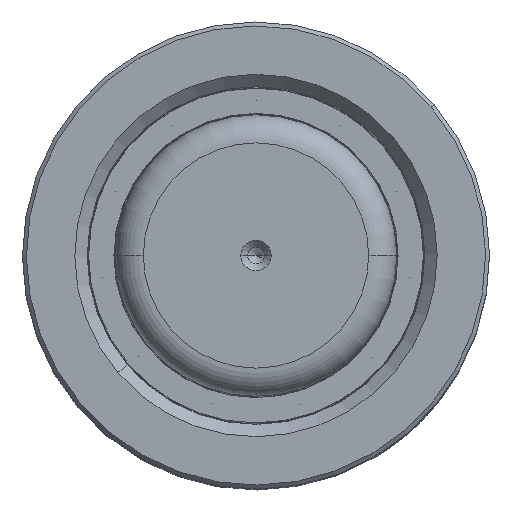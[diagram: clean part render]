
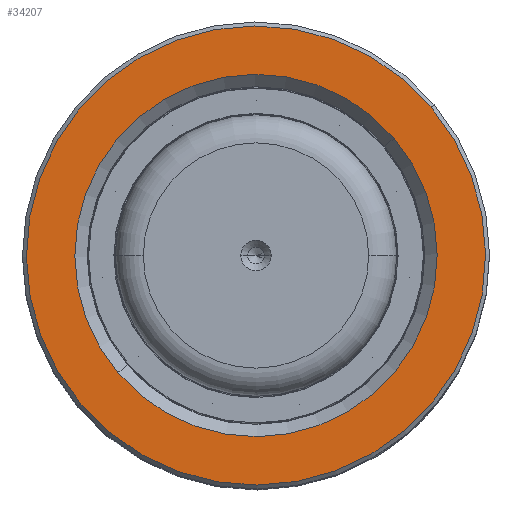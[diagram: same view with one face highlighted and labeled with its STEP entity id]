
A CAD part, top view. The second image highlights one B-rep face of the part: STEP entity #34207.
In plain terms, the highlighted planar face has unit normal (0, 0, 1).
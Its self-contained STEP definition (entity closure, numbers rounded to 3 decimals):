
#199 = DIRECTION ( 'NONE',  ( 1., 0., 0. ) ) ;
#963 = DIRECTION ( 'NONE',  ( 1., 0., 0. ) ) ;
#3559 = DIRECTION ( 'NONE',  ( 0., 0., 1. ) ) ;
#4211 = CIRCLE ( 'NONE', #33870, 32.2 ) ;
#5168 = PLANE ( 'NONE',  #14734 ) ;
#6310 = EDGE_LOOP ( 'NONE', ( #18829, #16491 ) ) ;
#6410 = CARTESIAN_POINT ( 'NONE',  ( 0., 0., 100. ) ) ;
#7393 = DIRECTION ( 'NONE',  ( 1., 0., 0. ) ) ;
#9037 = CARTESIAN_POINT ( 'NONE',  ( 0., 0., 100. ) ) ;
#11115 = CARTESIAN_POINT ( 'NONE',  ( -40.8, 0., 100. ) ) ;
#11242 = CARTESIAN_POINT ( 'NONE',  ( 0., 0., 100. ) ) ;
#12183 = VERTEX_POINT ( 'NONE', #12697 ) ;
#12697 = CARTESIAN_POINT ( 'NONE',  ( -32.2, 0., 100. ) ) ;
#13158 = FACE_OUTER_BOUND ( 'NONE', #27336, .T. ) ;
#14734 = AXIS2_PLACEMENT_3D ( 'NONE', #9037, #16720, #24521 ) ;
#16491 = ORIENTED_EDGE ( 'NONE', *, *, #21148, .T. ) ;
#16720 = DIRECTION ( 'NONE',  ( 0., 0., 1. ) ) ;
#17383 = AXIS2_PLACEMENT_3D ( 'NONE', #39056, #38901, #963 ) ;
#18829 = ORIENTED_EDGE ( 'NONE', *, *, #34035, .T. ) ;
#19280 = AXIS2_PLACEMENT_3D ( 'NONE', #6410, #37205, #41199 ) ;
#21148 = EDGE_CURVE ( 'NONE', #12183, #49319, #26719, .T. ) ;
#22395 = DIRECTION ( 'NONE',  ( 0., 0., -1. ) ) ;
#23815 = AXIS2_PLACEMENT_3D ( 'NONE', #26436, #3559, #7393 ) ;
#24521 = DIRECTION ( 'NONE',  ( 1., 0., 0. ) ) ;
#26436 = CARTESIAN_POINT ( 'NONE',  ( 0., 0., 100. ) ) ;
#26719 = CIRCLE ( 'NONE', #19280, 32.2 ) ;
#27029 = VERTEX_POINT ( 'NONE', #11115 ) ;
#27336 = EDGE_LOOP ( 'NONE', ( #33755, #43834 ) ) ;
#32943 = CARTESIAN_POINT ( 'NONE',  ( 40.8, 0., 100. ) ) ;
#33755 = ORIENTED_EDGE ( 'NONE', *, *, #38792, .T. ) ;
#33870 = AXIS2_PLACEMENT_3D ( 'NONE', #11242, #22395, #199 ) ;
#34035 = EDGE_CURVE ( 'NONE', #49319, #12183, #4211, .T. ) ;
#34207 = ADVANCED_FACE ( 'NONE', ( #13158, #37734 ), #5168, .T. ) ;
#35732 = CIRCLE ( 'NONE', #17383, 40.8 ) ;
#37205 = DIRECTION ( 'NONE',  ( 0., 0., -1. ) ) ;
#37734 = FACE_BOUND ( 'NONE', #6310, .T. ) ;
#38070 = CIRCLE ( 'NONE', #23815, 40.8 ) ;
#38792 = EDGE_CURVE ( 'NONE', #27029, #38919, #35732, .T. ) ;
#38901 = DIRECTION ( 'NONE',  ( 0., 0., 1. ) ) ;
#38919 = VERTEX_POINT ( 'NONE', #32943 ) ;
#39056 = CARTESIAN_POINT ( 'NONE',  ( 0., 0., 100. ) ) ;
#39965 = EDGE_CURVE ( 'NONE', #38919, #27029, #38070, .T. ) ;
#41199 = DIRECTION ( 'NONE',  ( 1., 0., 0. ) ) ;
#43834 = ORIENTED_EDGE ( 'NONE', *, *, #39965, .T. ) ;
#44977 = CARTESIAN_POINT ( 'NONE',  ( 32.2, 0., 100. ) ) ;
#49319 = VERTEX_POINT ( 'NONE', #44977 ) ;
